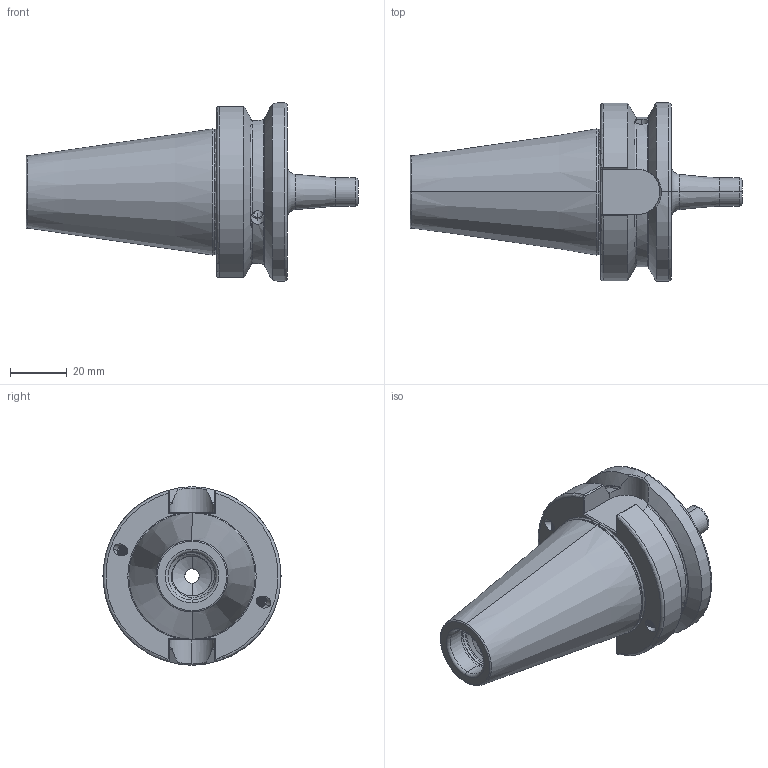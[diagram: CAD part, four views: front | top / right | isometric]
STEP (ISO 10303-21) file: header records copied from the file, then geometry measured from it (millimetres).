
FILE_DESCRIPTION (( 'STEP AP203' ), '1' );
FILE_NAME ('406.06.06.STEP', '2016-08-01T03:24:27', ( '' ), ( '' ), 'SwSTEP 2.0', 'SolidWorks 2012', '' );
FILE_SCHEMA (( 'CONFIG_CONTROL_DESIGN' ));
Length unit declared in the file: millimetre
Products named in the file (1): 406.06.06
Bounding box: 117.4 x 63 x 63 mm (x, y, z)
Volume: 120327.4 mm3; surface area: 25562.3 mm2
Topology: 1 solids, 1 shells, 229 faces, 605 edges, 381 vertices
Faces by surface type: cylinder 123, plane 37, torus 36, cone 17, bspline 16
Entity records: 14876 total; most frequent: CARTESIAN_POINT 9805, ORIENTED_EDGE 1210, DIRECTION 896, EDGE_CURVE 605, VERTEX_POINT 381, AXIS2_PLACEMENT_3D 356, EDGE_LOOP 242, ADVANCED_FACE 229
